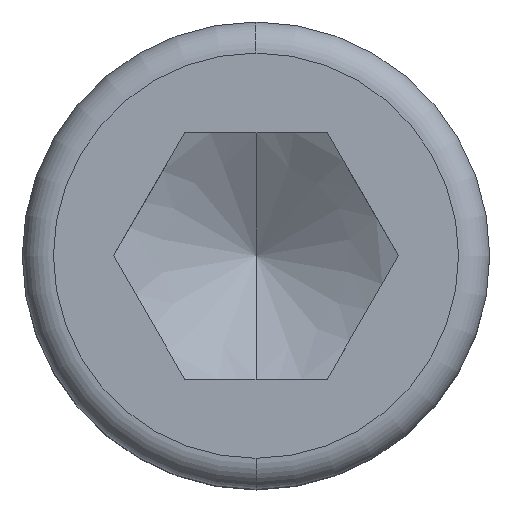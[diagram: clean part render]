
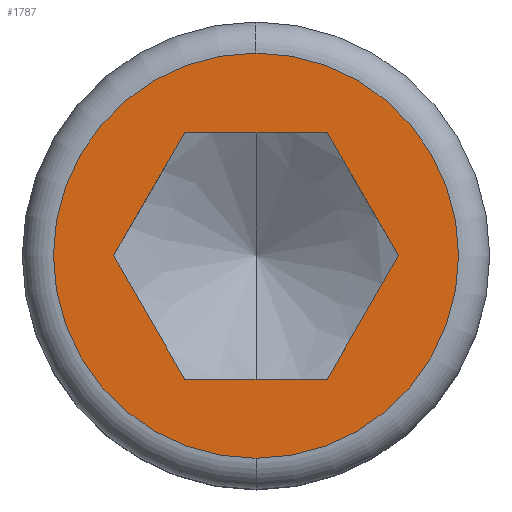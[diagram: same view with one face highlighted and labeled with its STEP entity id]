
A CAD part, top view. The second image highlights one B-rep face of the part: STEP entity #1787.
In plain terms, the highlighted planar face has unit normal (0, 0, 1).
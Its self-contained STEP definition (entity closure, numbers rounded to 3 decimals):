
#1131=VERTEX_POINT('',#3089);
#1203=VERTEX_POINT('',#3176);
#1585=VERTEX_POINT('',#3612);
#1787=ADVANCED_FACE('',(#3845,#3846),#3847,.T.);
#1795=EDGE_CURVE('',#2035,#2829,#3855,.T.);
#2035=VERTEX_POINT('',#4121);
#2155=EDGE_CURVE('',#2829,#2035,#4265,.T.);
#2247=EDGE_CURVE('',#2615,#2519,#4371,.T.);
#2407=EDGE_CURVE('',#1131,#1585,#4551,.T.);
#2421=EDGE_CURVE('',#1585,#1203,#4567,.T.);
#2479=EDGE_CURVE('',#2519,#1131,#4632,.T.);
#2519=VERTEX_POINT('',#4677);
#2553=EDGE_CURVE('',#2795,#2615,#4715,.T.);
#2615=VERTEX_POINT('',#4787);
#2723=EDGE_CURVE('',#1203,#2795,#4907,.T.);
#2795=VERTEX_POINT('',#4991);
#2829=VERTEX_POINT('',#5031);
#3089=CARTESIAN_POINT('',(5.486,9.502,24.));
#3176=CARTESIAN_POINT('',(5.486,-9.502,24.));
#3612=CARTESIAN_POINT('',(10.973,0.,24.));
#3845=FACE_BOUND('',#6398,.T.);
#3846=FACE_OUTER_BOUND('',#6399,.T.);
#3847=PLANE('',#6400);
#3855=CIRCLE('',#6412,15.6);
#4121=CARTESIAN_POINT('',(0.,15.6,24.));
#4265=CIRCLE('',#6973,15.6);
#4371=LINE('',#7119,#7120);
#4551=LINE('',#7418,#7419);
#4567=LINE('',#7440,#7441);
#4632=LINE('',#7531,#7532);
#4677=CARTESIAN_POINT('',(-5.486,9.502,24.));
#4715=LINE('',#7654,#7655);
#4787=CARTESIAN_POINT('',(-10.973,0.0,24.));
#4907=LINE('',#7936,#7937);
#4991=CARTESIAN_POINT('',(-5.486,-9.502,24.));
#5031=CARTESIAN_POINT('',(0.,-15.6,24.));
#6398=EDGE_LOOP('',(#9454,#9455,#9456,#9457,#9458,#9459));
#6399=EDGE_LOOP('',(#9460,#9461));
#6400=AXIS2_PLACEMENT_3D('',#9462,#9463,#9464);
#6412=AXIS2_PLACEMENT_3D('',#9469,#9470,#9471);
#6973=AXIS2_PLACEMENT_3D('',#9949,#9950,#9951);
#7119=CARTESIAN_POINT('',(-6.858,7.127,24.));
#7120=VECTOR('',#10093,1.0);
#7418=CARTESIAN_POINT('',(9.601,2.376,24.));
#7419=VECTOR('',#10287,1.0);
#7440=CARTESIAN_POINT('',(6.858,-7.127,24.));
#7441=VECTOR('',#10304,1.0);
#7531=CARTESIAN_POINT('',(2.743,9.502,24.));
#7532=VECTOR('',#10377,1.0);
#7654=CARTESIAN_POINT('',(-9.601,-2.376,24.));
#7655=VECTOR('',#10467,1.0);
#7936=CARTESIAN_POINT('',(-2.743,-9.502,24.));
#7937=VECTOR('',#10688,1.0);
#9454=ORIENTED_EDGE('',*,*,#2553,.T.);
#9455=ORIENTED_EDGE('',*,*,#2247,.T.);
#9456=ORIENTED_EDGE('',*,*,#2479,.T.);
#9457=ORIENTED_EDGE('',*,*,#2407,.T.);
#9458=ORIENTED_EDGE('',*,*,#2421,.T.);
#9459=ORIENTED_EDGE('',*,*,#2723,.T.);
#9460=ORIENTED_EDGE('',*,*,#2155,.T.);
#9461=ORIENTED_EDGE('',*,*,#1795,.T.);
#9462=CARTESIAN_POINT('',(0.,-14.486,24.));
#9463=DIRECTION('',(0.0,0.0,1.0));
#9464=DIRECTION('',(0.,-1.0,0.0));
#9469=CARTESIAN_POINT('',(0.,0.,24.));
#9470=DIRECTION('',(0.0,0.0,1.0));
#9471=DIRECTION('',(-1.0,0.0,0.0));
#9949=CARTESIAN_POINT('',(0.,0.,24.));
#9950=DIRECTION('',(0.0,0.0,1.0));
#9951=DIRECTION('',(-1.0,0.0,0.0));
#10093=DIRECTION('',(0.5,0.866,0.0));
#10287=DIRECTION('',(0.5,-0.866,0.0));
#10304=DIRECTION('',(-0.5,-0.866,0.0));
#10377=DIRECTION('',(1.0,0.0,0.0));
#10467=DIRECTION('',(-0.5,0.866,0.0));
#10688=DIRECTION('',(-1.0,0.0,0.0));
